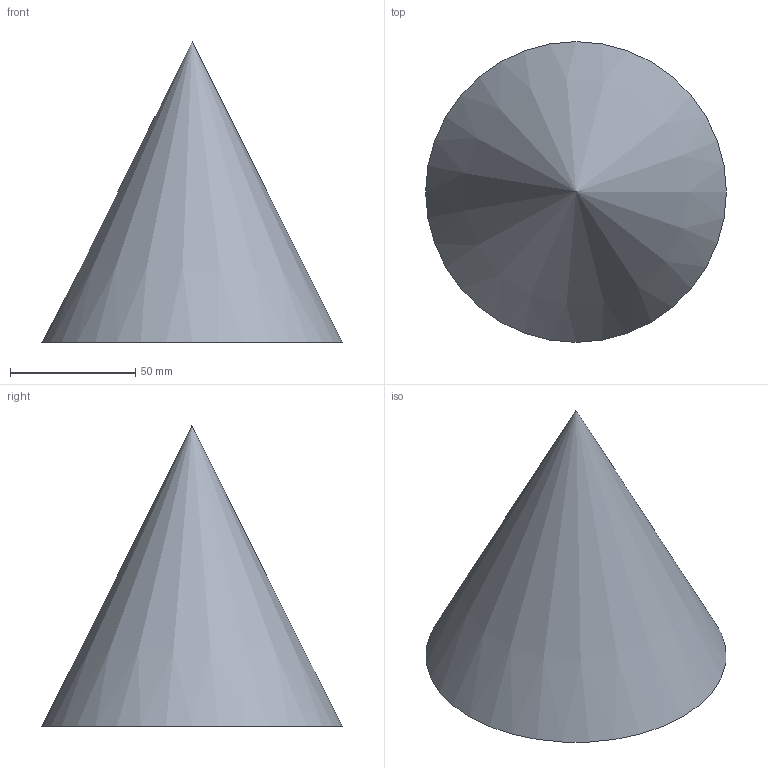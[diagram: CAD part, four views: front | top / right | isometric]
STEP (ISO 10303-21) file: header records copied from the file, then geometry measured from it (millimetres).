
FILE_DESCRIPTION(('FreeCAD Model'),'2;1');
FILE_NAME('Open CASCADE Shape Model','2025-11-05T10:29:59',('Author'),( ''),'Open CASCADE STEP processor 7.8','FreeCAD','Unknown');
FILE_SCHEMA(('AUTOMOTIVE_DESIGN { 1 0 10303 214 1 1 1 1 }'));
Length unit declared in the file: millimetre
Products named in the file (1): Body
Bounding box: 120 x 120 x 120 mm (x, y, z)
Volume: 452389.3 mm3; surface area: 36599.1 mm2
Topology: 1 solids, 1 shells, 2 faces, 3 edges, 2 vertices
Faces by surface type: plane 1, cone 1
Entity records: 65 total; most frequent: DIRECTION 9, CARTESIAN_POINT 7, AXIS2_PLACEMENT_3D 4, ORIENTED_EDGE 4, ADVANCED_FACE 2, FACE_BOUND 2, EDGE_LOOP 2, EDGE_CURVE 2
